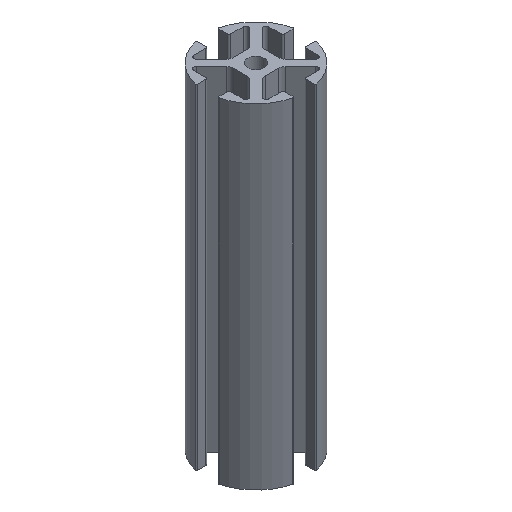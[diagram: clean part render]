
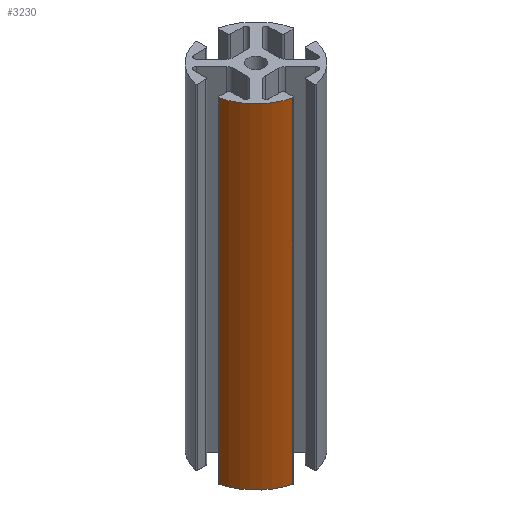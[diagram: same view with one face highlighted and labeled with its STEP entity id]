
A CAD part, isometric view. The second image highlights one B-rep face of the part: STEP entity #3230.
In plain terms, the highlighted cylindrical face has radius 15 mm (diameter 30 mm), a partial arc.
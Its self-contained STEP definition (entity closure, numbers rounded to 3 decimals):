
#43 = PLANE('',#44);
#44 = AXIS2_PLACEMENT_3D('',#45,#46,#47);
#45 = CARTESIAN_POINT('',(0.,0.,100.));
#46 = DIRECTION('',(0.,0.,1.));
#47 = DIRECTION('',(1.,0.,-0.));
#96 = PLANE('',#97);
#97 = AXIS2_PLACEMENT_3D('',#98,#99,#100);
#98 = CARTESIAN_POINT('',(0.,0.,0.));
#99 = DIRECTION('',(0.,0.,1.));
#100 = DIRECTION('',(1.,0.,-0.));
#3141 = CYLINDRICAL_SURFACE('',#3142,0.3);
#3142 = AXIS2_PLACEMENT_3D('',#3143,#3144,#3145);
#3143 = CARTESIAN_POINT('',(-3.5,-14.277,0.));
#3144 = DIRECTION('',(0.,0.,1.));
#3145 = DIRECTION('',(-0.238,-0.971,0.));
#3157 = VERTEX_POINT('',#3158);
#3158 = CARTESIAN_POINT('',(-3.571,-14.569,0.));
#3182 = VERTEX_POINT('',#3183);
#3183 = CARTESIAN_POINT('',(-3.571,-14.569,100.));
#3205 = EDGE_CURVE('',#3157,#3182,#3206,.T.);
#3206 = SURFACE_CURVE('',#3207,(#3211,#3218),.PCURVE_S1.);
#3207 = LINE('',#3208,#3209);
#3208 = CARTESIAN_POINT('',(-3.571,-14.569,0.));
#3209 = VECTOR('',#3210,1.);
#3210 = DIRECTION('',(0.,0.,1.));
#3211 = PCURVE('',#3141,#3212);
#3212 = DEFINITIONAL_REPRESENTATION('',(#3213),#3217);
#3213 = LINE('',#3214,#3215);
#3214 = CARTESIAN_POINT('',(0.,0.));
#3215 = VECTOR('',#3216,1.);
#3216 = DIRECTION('',(0.,1.));
#3217 = ( GEOMETRIC_REPRESENTATION_CONTEXT(2) 
PARAMETRIC_REPRESENTATION_CONTEXT() REPRESENTATION_CONTEXT('2D SPACE',''
  ) );
#3218 = PCURVE('',#3219,#3224);
#3219 = CYLINDRICAL_SURFACE('',#3220,15.);
#3220 = AXIS2_PLACEMENT_3D('',#3221,#3222,#3223);
#3221 = CARTESIAN_POINT('',(0.,0.,0.));
#3222 = DIRECTION('',(0.,0.,1.));
#3223 = DIRECTION('',(-0.971,-0.238,0.));
#3224 = DEFINITIONAL_REPRESENTATION('',(#3225),#3229);
#3225 = LINE('',#3226,#3227);
#3226 = CARTESIAN_POINT('',(1.09,0.));
#3227 = VECTOR('',#3228,1.);
#3228 = DIRECTION('',(0.,1.));
#3229 = ( GEOMETRIC_REPRESENTATION_CONTEXT(2) 
PARAMETRIC_REPRESENTATION_CONTEXT() REPRESENTATION_CONTEXT('2D SPACE',''
  ) );
#3230 = ADVANCED_FACE('',(#3231),#3219,.T.);
#3231 = FACE_BOUND('',#3232,.T.);
#3232 = EDGE_LOOP('',(#3233,#3257,#3258,#3282));
#3233 = ORIENTED_EDGE('',*,*,#3234,.T.);
#3234 = EDGE_CURVE('',#3235,#3157,#3237,.T.);
#3235 = VERTEX_POINT('',#3236);
#3236 = CARTESIAN_POINT('',(-14.569,-3.571,0.));
#3237 = SURFACE_CURVE('',#3238,(#3243,#3250),.PCURVE_S1.);
#3238 = CIRCLE('',#3239,15.);
#3239 = AXIS2_PLACEMENT_3D('',#3240,#3241,#3242);
#3240 = CARTESIAN_POINT('',(0.,0.,0.));
#3241 = DIRECTION('',(0.,0.,1.));
#3242 = DIRECTION('',(-0.971,-0.238,0.));
#3243 = PCURVE('',#3219,#3244);
#3244 = DEFINITIONAL_REPRESENTATION('',(#3245),#3249);
#3245 = LINE('',#3246,#3247);
#3246 = CARTESIAN_POINT('',(0.,0.));
#3247 = VECTOR('',#3248,1.);
#3248 = DIRECTION('',(1.,0.));
#3249 = ( GEOMETRIC_REPRESENTATION_CONTEXT(2) 
PARAMETRIC_REPRESENTATION_CONTEXT() REPRESENTATION_CONTEXT('2D SPACE',''
  ) );
#3250 = PCURVE('',#96,#3251);
#3251 = DEFINITIONAL_REPRESENTATION('',(#3252),#3256);
#3252 = CIRCLE('',#3253,15.);
#3253 = AXIS2_PLACEMENT_2D('',#3254,#3255);
#3254 = CARTESIAN_POINT('',(0.,0.));
#3255 = DIRECTION('',(-0.971,-0.238));
#3256 = ( GEOMETRIC_REPRESENTATION_CONTEXT(2) 
PARAMETRIC_REPRESENTATION_CONTEXT() REPRESENTATION_CONTEXT('2D SPACE',''
  ) );
#3257 = ORIENTED_EDGE('',*,*,#3205,.T.);
#3258 = ORIENTED_EDGE('',*,*,#3259,.F.);
#3259 = EDGE_CURVE('',#3260,#3182,#3262,.T.);
#3260 = VERTEX_POINT('',#3261);
#3261 = CARTESIAN_POINT('',(-14.569,-3.571,100.));
#3262 = SURFACE_CURVE('',#3263,(#3268,#3275),.PCURVE_S1.);
#3263 = CIRCLE('',#3264,15.);
#3264 = AXIS2_PLACEMENT_3D('',#3265,#3266,#3267);
#3265 = CARTESIAN_POINT('',(0.,0.,100.));
#3266 = DIRECTION('',(0.,0.,1.));
#3267 = DIRECTION('',(-0.971,-0.238,0.));
#3268 = PCURVE('',#3219,#3269);
#3269 = DEFINITIONAL_REPRESENTATION('',(#3270),#3274);
#3270 = LINE('',#3271,#3272);
#3271 = CARTESIAN_POINT('',(0.,100.));
#3272 = VECTOR('',#3273,1.);
#3273 = DIRECTION('',(1.,0.));
#3274 = ( GEOMETRIC_REPRESENTATION_CONTEXT(2) 
PARAMETRIC_REPRESENTATION_CONTEXT() REPRESENTATION_CONTEXT('2D SPACE',''
  ) );
#3275 = PCURVE('',#43,#3276);
#3276 = DEFINITIONAL_REPRESENTATION('',(#3277),#3281);
#3277 = CIRCLE('',#3278,15.);
#3278 = AXIS2_PLACEMENT_2D('',#3279,#3280);
#3279 = CARTESIAN_POINT('',(0.,0.));
#3280 = DIRECTION('',(-0.971,-0.238));
#3281 = ( GEOMETRIC_REPRESENTATION_CONTEXT(2) 
PARAMETRIC_REPRESENTATION_CONTEXT() REPRESENTATION_CONTEXT('2D SPACE',''
  ) );
#3282 = ORIENTED_EDGE('',*,*,#3283,.F.);
#3283 = EDGE_CURVE('',#3235,#3260,#3284,.T.);
#3284 = SURFACE_CURVE('',#3285,(#3289,#3296),.PCURVE_S1.);
#3285 = LINE('',#3286,#3287);
#3286 = CARTESIAN_POINT('',(-14.569,-3.571,0.));
#3287 = VECTOR('',#3288,1.);
#3288 = DIRECTION('',(0.,0.,1.));
#3289 = PCURVE('',#3219,#3290);
#3290 = DEFINITIONAL_REPRESENTATION('',(#3291),#3295);
#3291 = LINE('',#3292,#3293);
#3292 = CARTESIAN_POINT('',(0.,0.));
#3293 = VECTOR('',#3294,1.);
#3294 = DIRECTION('',(0.,1.));
#3295 = ( GEOMETRIC_REPRESENTATION_CONTEXT(2) 
PARAMETRIC_REPRESENTATION_CONTEXT() REPRESENTATION_CONTEXT('2D SPACE',''
  ) );
#3296 = PCURVE('',#3297,#3302);
#3297 = CYLINDRICAL_SURFACE('',#3298,0.3);
#3298 = AXIS2_PLACEMENT_3D('',#3299,#3300,#3301);
#3299 = CARTESIAN_POINT('',(-14.277,-3.5,0.));
#3300 = DIRECTION('',(0.,0.,1.));
#3301 = DIRECTION('',(0.,1.,-0.));
#3302 = DEFINITIONAL_REPRESENTATION('',(#3303),#3307);
#3303 = LINE('',#3304,#3305);
#3304 = CARTESIAN_POINT('',(1.811,0.));
#3305 = VECTOR('',#3306,1.);
#3306 = DIRECTION('',(0.,1.));
#3307 = ( GEOMETRIC_REPRESENTATION_CONTEXT(2) 
PARAMETRIC_REPRESENTATION_CONTEXT() REPRESENTATION_CONTEXT('2D SPACE',''
  ) );
